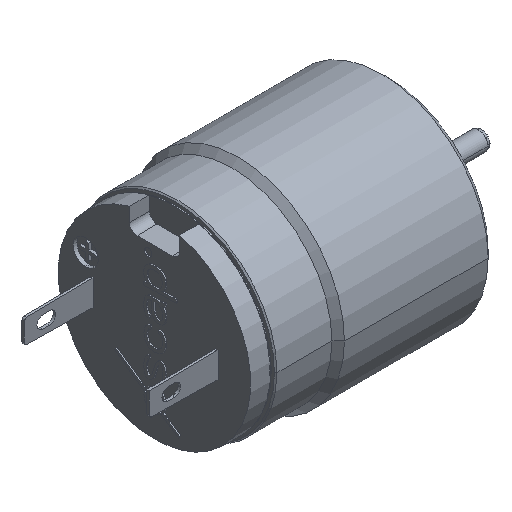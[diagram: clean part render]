
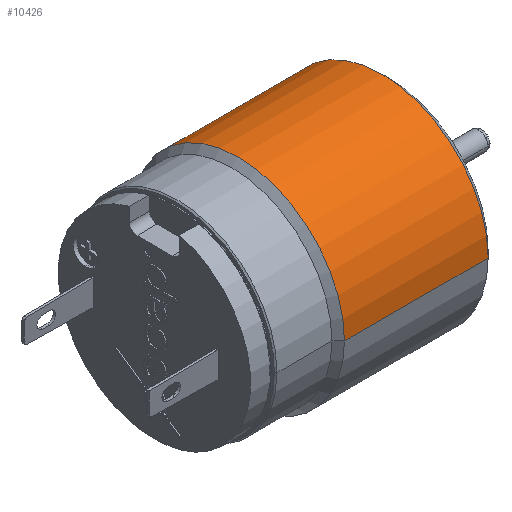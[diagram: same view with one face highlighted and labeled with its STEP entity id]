
A CAD part, isometric view. The second image highlights one B-rep face of the part: STEP entity #10426.
In plain terms, the highlighted cylindrical face has radius 8.5 mm (diameter 17 mm), a partial arc.
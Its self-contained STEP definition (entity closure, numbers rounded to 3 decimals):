
#3509=CARTESIAN_POINT('',(-12.,0.,0.));
#3510=DIRECTION('',(1.,0.,0.));
#3511=DIRECTION('',(0.,1.,0.));
#3512=AXIS2_PLACEMENT_3D('',#3509,#3510,#3511);
#3518=CARTESIAN_POINT('',(-0.5,0.,0.));
#3519=DIRECTION('',(-1.,0.,0.));
#3520=DIRECTION('',(0.,-1.,0.));
#3521=AXIS2_PLACEMENT_3D('',#3518,#3519,#3520);
#3523=DIRECTION('',(-1.,0.,0.));
#3524=VECTOR('',#3523,11.5);
#3525=CARTESIAN_POINT('',(-0.5,-8.5,
0.));
#3526=LINE('',#3525,#3524);
#3527=DIRECTION('',(-1.,0.,0.));
#3528=VECTOR('',#3527,11.5);
#3529=CARTESIAN_POINT('',(-0.5,8.5,
0.));
#3530=LINE('',#3529,#3528);
#4340=CARTESIAN_POINT('',(-12.,8.5,0.));
#4342=VERTEX_POINT('',#4340);
#4348=CARTESIAN_POINT('',(-12.,-8.5,0.));
#4350=VERTEX_POINT('',#4348);
#4368=CARTESIAN_POINT('',(-0.5,8.5,0.));
#4369=CARTESIAN_POINT('',(-0.5,-8.5,0.));
#4370=VERTEX_POINT('',#4368);
#4371=VERTEX_POINT('',#4369);
#10412=CARTESIAN_POINT('',(8.81,0.,0.));
#10413=DIRECTION('',(-1.,0.,0.));
#10414=DIRECTION('',(0.,1.,0.));
#10415=AXIS2_PLACEMENT_3D('',#10412,#10413,#10414);
#10416=CYLINDRICAL_SURFACE('',#10415,8.5);
#10418=ORIENTED_EDGE('',*,*,#10417,.F.);
#10420=ORIENTED_EDGE('',*,*,#10419,.T.);
#10421=ORIENTED_EDGE('',*,*,#10405,.F.);
#10423=ORIENTED_EDGE('',*,*,#10422,.F.);
#10424=EDGE_LOOP('',(#10418,#10420,#10421,#10423));
#10425=FACE_OUTER_BOUND('',#10424,.F.);
#10426=ADVANCED_FACE('',(#10425),#10416,.T.);
#3513=CIRCLE('',#3512,8.5);
#3522=CIRCLE('',#3521,8.5);
#10405=EDGE_CURVE('',#4342,#4350,#3513,.T.);
#10417=EDGE_CURVE('',#4371,#4370,#3522,.T.);
#10419=EDGE_CURVE('',#4371,#4350,#3526,.T.);
#10422=EDGE_CURVE('',#4370,#4342,#3530,.T.);
